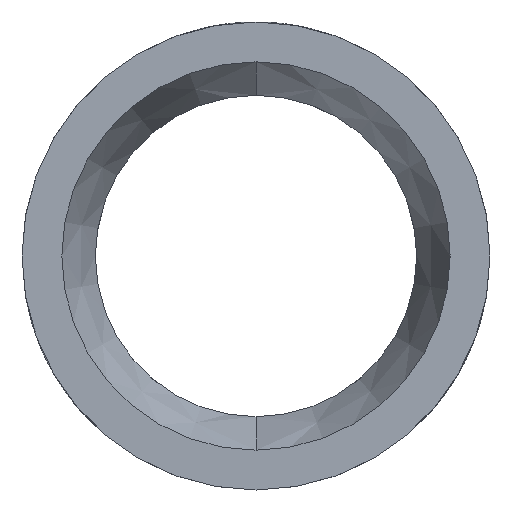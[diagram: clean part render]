
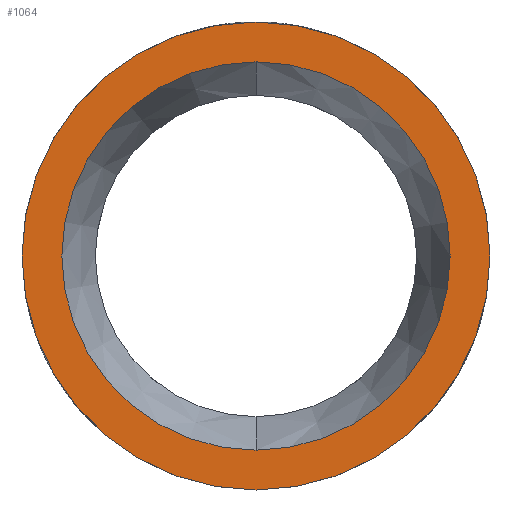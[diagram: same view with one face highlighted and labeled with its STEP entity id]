
A CAD part, front view. The second image highlights one B-rep face of the part: STEP entity #1064.
In plain terms, the highlighted planar face has unit normal (0, -1, 0).
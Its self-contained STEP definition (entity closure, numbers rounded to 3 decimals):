
#88 = CARTESIAN_POINT ( 'NONE',  ( 0., 0., -3.495 ) ) ;
#133 = EDGE_LOOP ( 'NONE', ( #1928, #1216 ) ) ;
#135 = CARTESIAN_POINT ( 'NONE',  ( 0., 0., 0. ) ) ;
#200 = VERTEX_POINT ( 'NONE', #88 ) ;
#236 = FACE_OUTER_BOUND ( 'NONE', #1536, .T. ) ;
#242 = DIRECTION ( 'NONE',  ( 0., 1., 0. ) ) ;
#290 = CARTESIAN_POINT ( 'NONE',  ( 0., 0., 2.9 ) ) ;
#444 = DIRECTION ( 'NONE',  ( 0., 1., 0. ) ) ;
#535 = ORIENTED_EDGE ( 'NONE', *, *, #822, .F. ) ;
#577 = AXIS2_PLACEMENT_3D ( 'NONE', #589, #444, #1393 ) ;
#589 = CARTESIAN_POINT ( 'NONE',  ( 0., 0., 0. ) ) ;
#635 = AXIS2_PLACEMENT_3D ( 'NONE', #1674, #242, #1804 ) ;
#710 = ORIENTED_EDGE ( 'NONE', *, *, #1456, .F. ) ;
#778 = CARTESIAN_POINT ( 'NONE',  ( 0., 0., -2.9 ) ) ;
#822 = EDGE_CURVE ( 'NONE', #1736, #200, #1547, .T. ) ;
#917 = DIRECTION ( 'NONE',  ( 0., 0., 1. ) ) ;
#1064 = ADVANCED_FACE ( 'NONE', ( #1810, #236 ), #1650, .F. ) ;
#1148 = VERTEX_POINT ( 'NONE', #290 ) ;
#1216 = ORIENTED_EDGE ( 'NONE', *, *, #1556, .T. ) ;
#1240 = CIRCLE ( 'NONE', #1711, 2.9 ) ;
#1251 = DIRECTION ( 'NONE',  ( 0., 1., 0. ) ) ;
#1393 = DIRECTION ( 'NONE',  ( 0., 0., 1. ) ) ;
#1405 = AXIS2_PLACEMENT_3D ( 'NONE', #1508, #2007, #1519 ) ;
#1415 = DIRECTION ( 'NONE',  ( 0., 0., 1. ) ) ;
#1456 = EDGE_CURVE ( 'NONE', #200, #1736, #1906, .T. ) ;
#1508 = CARTESIAN_POINT ( 'NONE',  ( 0., 0., 0. ) ) ;
#1509 = EDGE_CURVE ( 'NONE', #1802, #1148, #1240, .T. ) ;
#1518 = CARTESIAN_POINT ( 'NONE',  ( 0., 0., 3.495 ) ) ;
#1519 = DIRECTION ( 'NONE',  ( 0., 0., 1. ) ) ;
#1536 = EDGE_LOOP ( 'NONE', ( #710, #535 ) ) ;
#1547 = CIRCLE ( 'NONE', #635, 3.495 ) ;
#1556 = EDGE_CURVE ( 'NONE', #1148, #1802, #1851, .T. ) ;
#1563 = DIRECTION ( 'NONE',  ( 0., 1., 0. ) ) ;
#1650 = PLANE ( 'NONE',  #1405 ) ;
#1674 = CARTESIAN_POINT ( 'NONE',  ( 0., 0., 0. ) ) ;
#1698 = CARTESIAN_POINT ( 'NONE',  ( 0., 0., 0. ) ) ;
#1709 = AXIS2_PLACEMENT_3D ( 'NONE', #135, #1563, #917 ) ;
#1711 = AXIS2_PLACEMENT_3D ( 'NONE', #1698, #1251, #1415 ) ;
#1736 = VERTEX_POINT ( 'NONE', #1518 ) ;
#1802 = VERTEX_POINT ( 'NONE', #778 ) ;
#1804 = DIRECTION ( 'NONE',  ( 0., 0., 1. ) ) ;
#1810 = FACE_BOUND ( 'NONE', #133, .T. ) ;
#1851 = CIRCLE ( 'NONE', #577, 2.9 ) ;
#1906 = CIRCLE ( 'NONE', #1709, 3.495 ) ;
#1928 = ORIENTED_EDGE ( 'NONE', *, *, #1509, .T. ) ;
#2007 = DIRECTION ( 'NONE',  ( 0., 1., 0. ) ) ;
